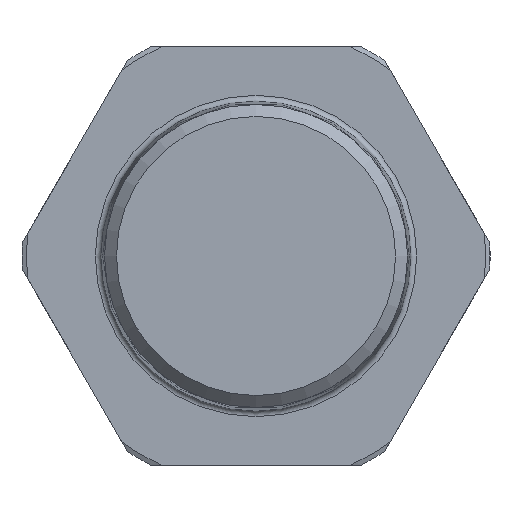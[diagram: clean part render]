
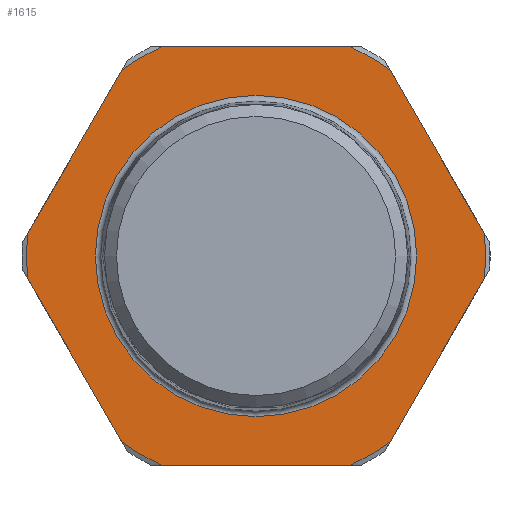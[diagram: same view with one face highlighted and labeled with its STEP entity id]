
A CAD part, left-side view. The second image highlights one B-rep face of the part: STEP entity #1615.
In plain terms, the highlighted planar face has unit normal (-1, 0, 0).
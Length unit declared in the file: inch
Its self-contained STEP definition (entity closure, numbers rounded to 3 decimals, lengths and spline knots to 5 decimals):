
#15=FACE_BOUND('',#417,.T.);
#135=LINE('',#2887,#199);
#138=LINE('',#2917,#202);
#141=LINE('',#2947,#205);
#144=LINE('',#2977,#208);
#147=LINE('',#2997,#211);
#150=LINE('',#3040,#214);
#199=VECTOR('',#2246,0.3937);
#202=VECTOR('',#2251,0.3937);
#205=VECTOR('',#2256,0.3937);
#208=VECTOR('',#2261,0.3937);
#211=VECTOR('',#2266,0.3937);
#214=VECTOR('',#2271,0.3937);
#327=FACE_OUTER_BOUND('',#416,.T.);
#416=EDGE_LOOP('',(#1362,#1363,#1364,#1365,#1366,#1367,#1368,#1369,#1370,
#1371,#1372,#1373));
#417=EDGE_LOOP('',(#1374,#1375));
#528=CIRCLE('',#1824,0.77756);
#530=CIRCLE('',#1827,0.77756);
#531=CIRCLE('',#1829,0.77756);
#534=CIRCLE('',#1833,0.77756);
#535=CIRCLE('',#1835,0.77756);
#539=CIRCLE('',#1841,0.77756);
#540=CIRCLE('',#1842,0.54469);
#541=CIRCLE('',#1843,0.54469);
#678=VERTEX_POINT('',#2884);
#679=VERTEX_POINT('',#2886);
#682=VERTEX_POINT('',#2914);
#683=VERTEX_POINT('',#2916);
#686=VERTEX_POINT('',#2944);
#687=VERTEX_POINT('',#2946);
#690=VERTEX_POINT('',#2974);
#691=VERTEX_POINT('',#2976);
#694=VERTEX_POINT('',#2994);
#695=VERTEX_POINT('',#2996);
#699=VERTEX_POINT('',#3037);
#700=VERTEX_POINT('',#3039);
#701=VERTEX_POINT('',#3062);
#702=VERTEX_POINT('',#3063);
#894=EDGE_CURVE('',#679,#678,#135,.T.);
#898=EDGE_CURVE('',#683,#682,#138,.T.);
#902=EDGE_CURVE('',#687,#686,#141,.T.);
#906=EDGE_CURVE('',#691,#690,#144,.T.);
#910=EDGE_CURVE('',#695,#694,#147,.T.);
#915=EDGE_CURVE('',#700,#699,#150,.T.);
#918=EDGE_CURVE('',#700,#690,#528,.T.);
#920=EDGE_CURVE('',#691,#686,#530,.T.);
#921=EDGE_CURVE('',#683,#694,#531,.T.);
#924=EDGE_CURVE('',#687,#682,#534,.T.);
#925=EDGE_CURVE('',#679,#699,#535,.T.);
#929=EDGE_CURVE('',#695,#678,#539,.T.);
#930=EDGE_CURVE('',#701,#702,#540,.T.);
#931=EDGE_CURVE('',#702,#701,#541,.T.);
#1362=ORIENTED_EDGE('',*,*,#894,.T.);
#1363=ORIENTED_EDGE('',*,*,#929,.F.);
#1364=ORIENTED_EDGE('',*,*,#910,.T.);
#1365=ORIENTED_EDGE('',*,*,#921,.F.);
#1366=ORIENTED_EDGE('',*,*,#898,.T.);
#1367=ORIENTED_EDGE('',*,*,#924,.F.);
#1368=ORIENTED_EDGE('',*,*,#902,.T.);
#1369=ORIENTED_EDGE('',*,*,#920,.F.);
#1370=ORIENTED_EDGE('',*,*,#906,.T.);
#1371=ORIENTED_EDGE('',*,*,#918,.F.);
#1372=ORIENTED_EDGE('',*,*,#915,.T.);
#1373=ORIENTED_EDGE('',*,*,#925,.F.);
#1374=ORIENTED_EDGE('',*,*,#930,.T.);
#1375=ORIENTED_EDGE('',*,*,#931,.T.);
#1443=PLANE('',#1840);
#1615=ADVANCED_FACE('',(#327,#15),#1443,.T.);
#1824=AXIS2_PLACEMENT_3D('',#3044,#2277,#2278);
#1827=AXIS2_PLACEMENT_3D('',#3047,#2283,#2284);
#1829=AXIS2_PLACEMENT_3D('',#3049,#2287,#2288);
#1833=AXIS2_PLACEMENT_3D('',#3053,#2295,#2296);
#1835=AXIS2_PLACEMENT_3D('',#3055,#2299,#2300);
#1840=AXIS2_PLACEMENT_3D('',#3060,#2309,#2310);
#1841=AXIS2_PLACEMENT_3D('',#3061,#2311,#2312);
#1842=AXIS2_PLACEMENT_3D('',#3064,#2313,#2314);
#1843=AXIS2_PLACEMENT_3D('',#3065,#2315,#2316);
#2246=DIRECTION('',(0.,0.5,0.866));
#2251=DIRECTION('',(0.,0.5,-0.866));
#2256=DIRECTION('',(0.,-0.5,-0.866));
#2261=DIRECTION('',(0.,-1.,0.));
#2266=DIRECTION('',(0.,1.,0.));
#2271=DIRECTION('',(0.,-0.5,0.866));
#2277=DIRECTION('center_axis',(1.,0.,0.));
#2278=DIRECTION('ref_axis',(0.,0.,-1.));
#2283=DIRECTION('center_axis',(1.,0.,0.));
#2284=DIRECTION('ref_axis',(0.,0.,-1.));
#2287=DIRECTION('center_axis',(1.,0.,0.));
#2288=DIRECTION('ref_axis',(0.,0.,-1.));
#2295=DIRECTION('center_axis',(1.,0.,0.));
#2296=DIRECTION('ref_axis',(0.,0.,-1.));
#2299=DIRECTION('center_axis',(1.,0.,0.));
#2300=DIRECTION('ref_axis',(0.,0.,-1.));
#2309=DIRECTION('center_axis',(-1.,0.,0.));
#2310=DIRECTION('ref_axis',(0.,0.,
1.));
#2311=DIRECTION('center_axis',(1.,0.,0.));
#2312=DIRECTION('ref_axis',(0.,0.,-1.));
#2313=DIRECTION('center_axis',(1.,0.,0.));
#2314=DIRECTION('ref_axis',(0.,0.,-1.));
#2315=DIRECTION('center_axis',(1.,0.,0.));
#2316=DIRECTION('ref_axis',(0.,0.,-1.));
#2884=CARTESIAN_POINT('',(-0.58661,-0.45372,0.63145));
#2886=CARTESIAN_POINT('',(-0.58661,-0.77372,0.07721));
#2887=CARTESIAN_POINT('',(-0.58661,-0.59652,0.38412));
#2914=CARTESIAN_POINT('',(-0.58661,0.77372,0.07721));
#2916=CARTESIAN_POINT('',(-0.58661,0.45372,0.63145));
#2917=CARTESIAN_POINT('',(-0.58661,0.63091,0.32455));
#2944=CARTESIAN_POINT('',(-0.58661,0.45372,-0.63145));
#2946=CARTESIAN_POINT('',(-0.58661,0.77372,-0.07721));
#2947=CARTESIAN_POINT('',(-0.58661,0.79091,-0.04742));
#2974=CARTESIAN_POINT('',(-0.58661,-0.32,-0.70866));
#2976=CARTESIAN_POINT('',(-0.58661,0.32,-0.70866));
#2977=CARTESIAN_POINT('',(-0.58661,0.54878,-0.70866));
#2994=CARTESIAN_POINT('',(-0.58661,0.32,0.70866));
#2996=CARTESIAN_POINT('',(-0.58661,-0.32,0.70866));
#2997=CARTESIAN_POINT('',(-0.58661,0.22878,0.70866));
#3037=CARTESIAN_POINT('',(-0.58661,-0.77372,-0.07721));
#3039=CARTESIAN_POINT('',(-0.58661,-0.45372,-0.63145));
#3040=CARTESIAN_POINT('',(-0.58661,-0.43653,-0.66124));
#3044=CARTESIAN_POINT('Origin',(-0.58661,0.,
0.));
#3047=CARTESIAN_POINT('Origin',(-0.58661,0.,
0.));
#3049=CARTESIAN_POINT('Origin',(-0.58661,0.,
0.));
#3053=CARTESIAN_POINT('Origin',(-0.58661,0.,
0.));
#3055=CARTESIAN_POINT('Origin',(-0.58661,0.,
0.));
#3060=CARTESIAN_POINT('Origin',(-0.58661,0.77756,0.));
#3061=CARTESIAN_POINT('Origin',(-0.58661,0.,
0.));
#3062=CARTESIAN_POINT('',(-0.58661,0.54469,0.));
#3063=CARTESIAN_POINT('',(-0.58661,0.,0.54469));
#3064=CARTESIAN_POINT('Origin',(-0.58661,0.,
0.));
#3065=CARTESIAN_POINT('Origin',(-0.58661,0.,
0.));
